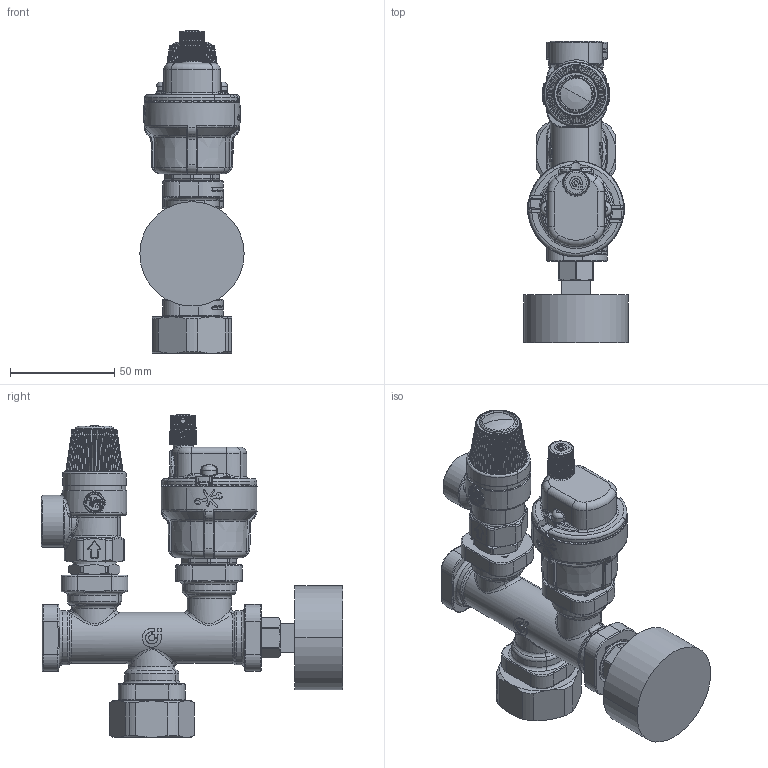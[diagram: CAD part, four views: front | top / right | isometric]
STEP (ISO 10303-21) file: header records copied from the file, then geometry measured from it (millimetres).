
FILE_DESCRIPTION(('CATIA V5 STEP Exchange','CAx-IF Rec.Pracs.--- Model Styling and Organization---1.4--- 2014-01-23','CAx-IF Rec.Pracs.---3D Tessellated Data Validation Properties---0.5---2014-09-14'),'2;1');
FILE_NAME('STEP_305674_-_TST.stp','2022-03-11T15:46:35+00:00',('none'),('none'),'CATIA Version 5-6 Release 2019 SP3','CATIA V5 STEP AP242 v1','none');
FILE_SCHEMA(('AP242_MANAGED_MODEL_BASED_3D_ENGINEERING_MIM_LF {1 0 10303 442 1 1 4}'));
Products named in the file (1): 305674 - TST
Bounding box: 50 x 144.57 x 154.73 mm (x, y, z)
Volume: 275009.1 mm3; surface area: 53927.1 mm2
Topology: 1 solids, 8 shells, 2545 faces, 6644 edges, 4023 vertices
Faces by surface type: cylinder 687, plane 677, bspline 629, torus 326, cone 108, sphere 89, extrusion 26, revolution 3
Entity records: 114432 total; most frequent: CARTESIAN_POINT 62470, ORIENTED_EDGE 13026, DIRECTION 6690, EDGE_CURVE 6513, VERTEX_POINT 4023, AXIS2_PLACEMENT_3D 3304, B_SPLINE_CURVE_WITH_KNOTS 2637, EDGE_LOOP 2618
